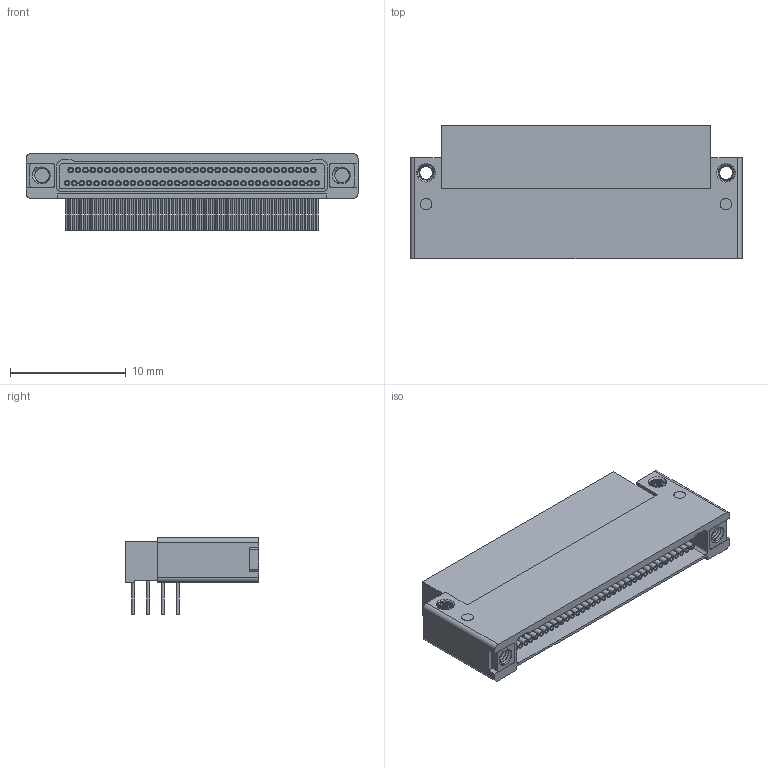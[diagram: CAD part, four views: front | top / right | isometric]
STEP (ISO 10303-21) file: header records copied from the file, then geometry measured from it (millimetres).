
FILE_DESCRIPTION((''),'2;1');
FILE_NAME('69P-F','2025-03-08T',('gongcheng6'),(''),'PRO/ENGINEER BY PARAMETRIC TECHNOLOGY CORPORATION, 2010280','PRO/ENGINEER BY PARAMETRIC TECHNOLOGY CORPORATION, 2010280','');
FILE_SCHEMA(('CONFIG_CONTROL_DESIGN'));
Products named in the file (1): 69P-F
Bounding box: 28.68 x 11.54 x 6.64 mm (x, y, z)
Volume: 943 mm3; surface area: 1776.4 mm2
Topology: 1 solids, 1 shells, 878 faces, 2155 edges, 1500 vertices
Faces by surface type: cylinder 583, plane 275, cone 12, bspline 8
Entity records: 43944 total; most frequent: CARTESIAN_POINT 22334, DIRECTION 4741, ORIENTED_EDGE 4310, EDGE_CURVE 2155, AXIS2_PLACEMENT_3D 2000, VERTEX_POINT 1500, CIRCLE 1130, EDGE_LOOP 1103
